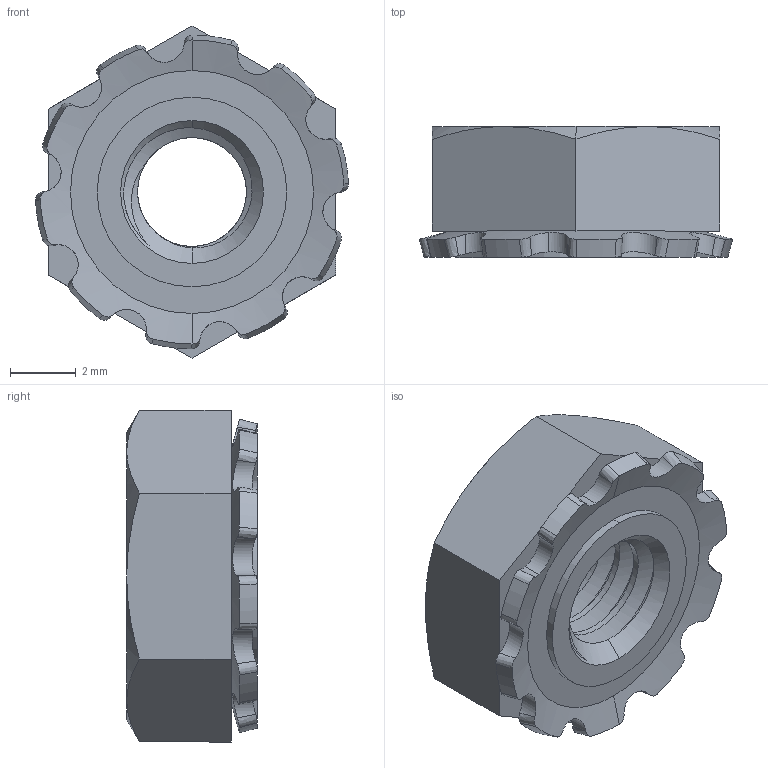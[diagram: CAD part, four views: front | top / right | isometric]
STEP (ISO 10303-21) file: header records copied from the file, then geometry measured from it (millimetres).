
FILE_DESCRIPTION (( 'STEP AP214' ), '1' );
FILE_NAME ('90675A009_ZINC-PLATED STEEL HEX NUT WITH TOOTH WASHER.step', '2021-02-21T00:25:32', ( '' ), ( '' ), 'SwSTEP 2.0', 'SolidWorks 2021', '' );
FILE_SCHEMA (( 'AUTOMOTIVE_DESIGN' ));
Length unit declared in the file: inch
Products named in the file (1): 90675A009_ZINC-PLATED STEEL HEX NUT WITH TOOTH WASHER
Bounding box: 9.51 x 3.97 x 10.08 mm (x, y, z)
Volume: 205.9 mm3; surface area: 328.6 mm2
Topology: 1 solids, 1 shells, 85 faces, 234 edges, 153 vertices
Faces by surface type: cone 27, cylinder 25, bspline 23, plane 10
Entity records: 4210 total; most frequent: CARTESIAN_POINT 2380, ORIENTED_EDGE 468, DIRECTION 251, EDGE_CURVE 234, VERTEX_POINT 153, B_SPLINE_CURVE_WITH_KNOTS 130, AXIS2_PLACEMENT_3D 107, EDGE_LOOP 89
